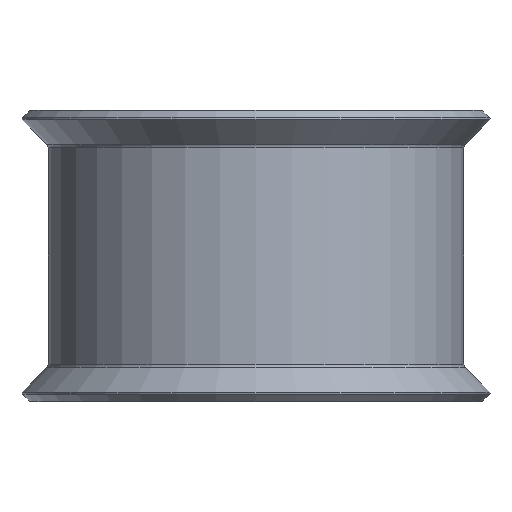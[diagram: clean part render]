
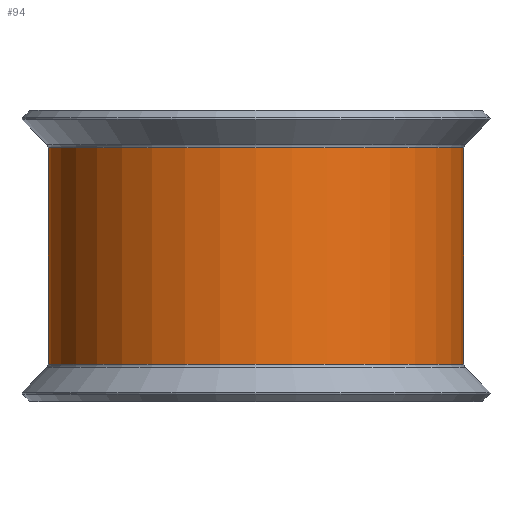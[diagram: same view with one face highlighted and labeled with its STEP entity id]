
A CAD part, front view. The second image highlights one B-rep face of the part: STEP entity #94.
In plain terms, the highlighted cylindrical face has radius 10.16 mm (diameter 20.32 mm), a partial arc.
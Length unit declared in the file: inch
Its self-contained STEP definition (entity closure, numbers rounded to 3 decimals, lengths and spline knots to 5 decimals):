
#94 = ADVANCED_FACE ( 'NONE', ( #965 ), #2859, .T. ) ;
#280 = CARTESIAN_POINT ( 'NONE',  ( -0.025, -0.781, -0.20822 ) ) ;
#710 = EDGE_LOOP ( 'NONE', ( #1440, #1866, #1786, #1865 ) ) ;
#737 = EDGE_CURVE ( 'NONE', #1309, #2747, #959, .T. ) ;
#857 = DIRECTION ( 'NONE',  ( -1., 0., 0. ) ) ;
#915 = AXIS2_PLACEMENT_3D ( 'NONE', #1171, #2877, #1412 ) ;
#931 = VERTEX_POINT ( 'NONE', #2197 ) ;
#950 = EDGE_CURVE ( 'NONE', #1309, #931, #1093, .T. ) ;
#951 = CIRCLE ( 'NONE', #915, 0.4 ) ;
#959 = CIRCLE ( 'NONE', #3126, 0.4 ) ;
#965 = FACE_OUTER_BOUND ( 'NONE', #710, .T. ) ;
#972 = CARTESIAN_POINT ( 'NONE',  ( 0.375, -0.781, 0.20822 ) ) ;
#973 = CARTESIAN_POINT ( 'NONE',  ( 0.375, -0.381, 0.281 ) ) ;
#1051 = AXIS2_PLACEMENT_3D ( 'NONE', #2326, #1836, #857 ) ;
#1093 = LINE ( 'NONE', #973, #2317 ) ;
#1119 = EDGE_CURVE ( 'NONE', #2747, #2968, #1919, .T. ) ;
#1171 = CARTESIAN_POINT ( 'NONE',  ( 0.375, -0.781, -0.20822 ) ) ;
#1220 = DIRECTION ( 'NONE',  ( -1., 0., 0. ) ) ;
#1309 = VERTEX_POINT ( 'NONE', #1482 ) ;
#1412 = DIRECTION ( 'NONE',  ( -1., 0., 0. ) ) ;
#1440 = ORIENTED_EDGE ( 'NONE', *, *, #1119, .T. ) ;
#1482 = CARTESIAN_POINT ( 'NONE',  ( 0.375, -0.381, 0.20822 ) ) ;
#1504 = CARTESIAN_POINT ( 'NONE',  ( -0.025, -0.781, 0.281 ) ) ;
#1610 = CARTESIAN_POINT ( 'NONE',  ( -0.025, -0.781, 0.20822 ) ) ;
#1745 = DIRECTION ( 'NONE',  ( 0., 0., -1. ) ) ;
#1786 = ORIENTED_EDGE ( 'NONE', *, *, #950, .F. ) ;
#1787 = EDGE_CURVE ( 'NONE', #931, #2968, #951, .T. ) ;
#1836 = DIRECTION ( 'NONE',  ( 0., 0., -1. ) ) ;
#1865 = ORIENTED_EDGE ( 'NONE', *, *, #737, .T. ) ;
#1866 = ORIENTED_EDGE ( 'NONE', *, *, #1787, .F. ) ;
#1919 = LINE ( 'NONE', #1504, #2595 ) ;
#2197 = CARTESIAN_POINT ( 'NONE',  ( 0.375, -0.381, -0.20822 ) ) ;
#2317 = VECTOR ( 'NONE', #2939, 39.37008 ) ;
#2326 = CARTESIAN_POINT ( 'NONE',  ( 0.375, -0.781, 0.281 ) ) ;
#2595 = VECTOR ( 'NONE', #1745, 39.37008 ) ;
#2696 = DIRECTION ( 'NONE',  ( 0., 0., -1. ) ) ;
#2747 = VERTEX_POINT ( 'NONE', #1610 ) ;
#2859 = CYLINDRICAL_SURFACE ( 'NONE', #1051, 0.4 ) ;
#2877 = DIRECTION ( 'NONE',  ( 0., 0., -1. ) ) ;
#2939 = DIRECTION ( 'NONE',  ( 0., 0., -1. ) ) ;
#2968 = VERTEX_POINT ( 'NONE', #280 ) ;
#3126 = AXIS2_PLACEMENT_3D ( 'NONE', #972, #2696, #1220 ) ;
